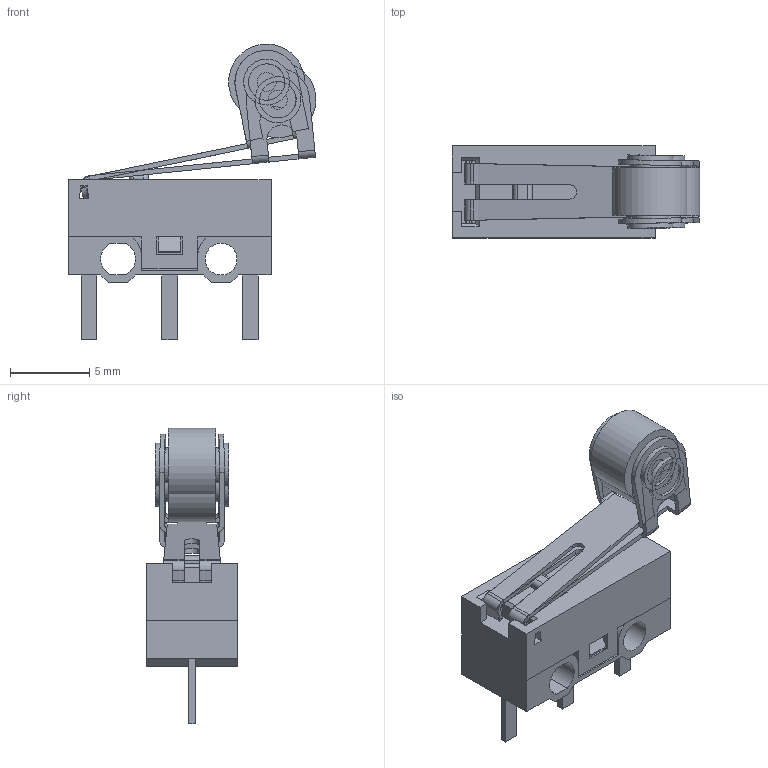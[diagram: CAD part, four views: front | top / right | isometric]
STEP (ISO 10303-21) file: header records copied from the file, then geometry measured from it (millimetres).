
FILE_DESCRIPTION(/* description */ ('Unknown'),/* implementation_level */ '2;1');
FILE_NAME(/* name */ 'SW_Wurth_WS-MITV_463093370402',/* time_stamp */ '2025-04-24T17:50:40+08:00',/* author */ ('Unknown'),/* organization */ ('Unknown'),/* preprocessor_version */ 'ST-DEVELOPER v19.4',/* originating_system */ 'Solid Edge',/* authorisation */ 'Unknown');
FILE_SCHEMA (('AUTOMOTIVE_DESIGN {1 0 10303 214 3 1 1}'));
Length unit declared in the file: millimetre
Products named in the file (2): SW_Wurth_WS-MITV_463093370402
Assembly tree (1 placements, depth 2):
  SW_Wurth_WS-MITV_463093370402
    SW_Wurth_WS-MITV_463093370402
Bounding box: 15.63 x 5.8 x 18.67 mm (x, y, z)
Volume: 436.7 mm3; surface area: 1408.5 mm2
Topology: 11 solids, 11 shells, 338 faces, 891 edges, 580 vertices
Faces by surface type: plane 243, cylinder 83, torus 8, bspline 2, cone 2
Full cylindrical faces by diameter (mm): 1.2 x4, 2 x1, 2.3 x12, 2.9 x4, 4.8 x2
Entity records: 10367 total; most frequent: CARTESIAN_POINT 1918, ORIENTED_EDGE 1720, DIRECTION 1666, EDGE_CURVE 860, LINE 658, VECTOR 658, VERTEX_POINT 572, AXIS2_PLACEMENT_3D 504
